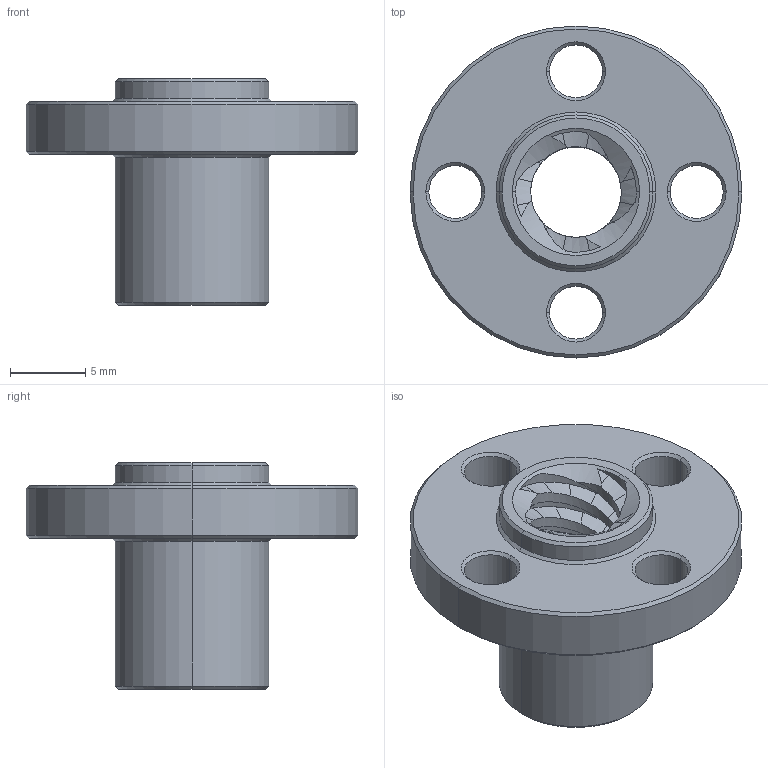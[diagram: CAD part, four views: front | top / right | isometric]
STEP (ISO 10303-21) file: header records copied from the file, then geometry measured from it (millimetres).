
FILE_DESCRIPTION((''),'2;1');
FILE_NAME('TRAPEZOIDAL_LEAD_SCREW_NUT_TR8X','2023-02-15T17:17:44',('matteo.grassi'),(''),'CREO PARAMETRIC BY PTC INC, 2018020','CREO PARAMETRIC BY PTC INC, 2018020','');
FILE_SCHEMA(('AUTOMOTIVE_DESIGN { 1 0 10303 214 1 1 1 1 }'));
Length unit declared in the file: millimetre
Products named in the file (1): TRAPEZOIDAL_LEAD_SCREW_NUT_TR8X
Bounding box: 22 x 22 x 15 mm (x, y, z)
Volume: 1535.4 mm3; surface area: 1905.6 mm2
Topology: 1 solids, 1 shells, 304 faces, 824 edges, 524 vertices
Faces by surface type: bspline 216, cylinder 52, cone 32, plane 4
Entity records: 17465 total; most frequent: CARTESIAN_POINT 8345, ORIENTED_EDGE 1648, DIRECTION 850, PRESENTATION_STYLE_ASSIGNMENT 825, STYLED_ITEM 825, CURVE_STYLE 824, EDGE_CURVE 824, VERTEX_POINT 524
